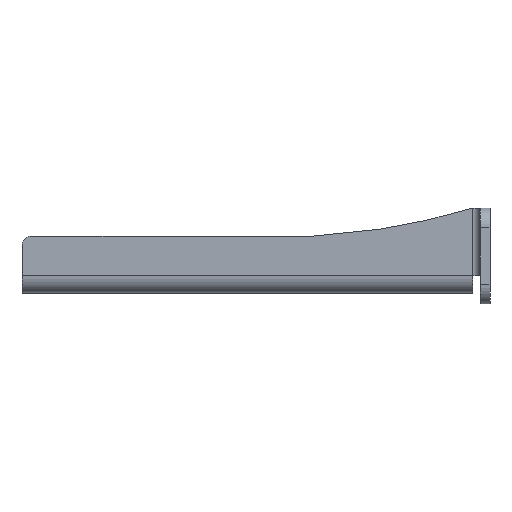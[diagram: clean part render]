
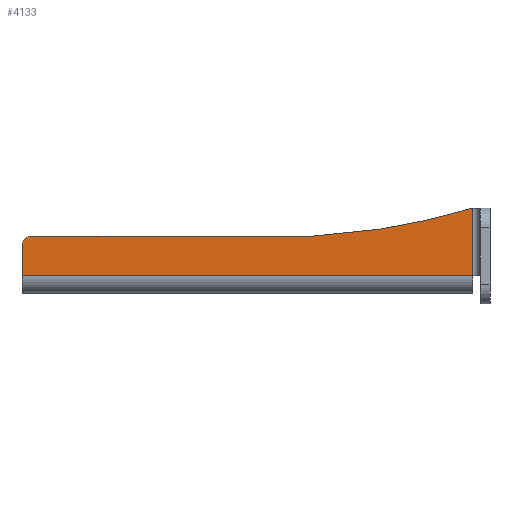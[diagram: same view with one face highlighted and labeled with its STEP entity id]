
A CAD part, left-side view. The second image highlights one B-rep face of the part: STEP entity #4133.
In plain terms, the highlighted planar face has unit normal (-1, 0, 0).
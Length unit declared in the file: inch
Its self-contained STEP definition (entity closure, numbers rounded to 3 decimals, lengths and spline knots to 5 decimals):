
#944=CARTESIAN_POINT('',(-0.875,3.49,0.287));
#945=DIRECTION('',(-1.,0.,0.));
#946=DIRECTION('',(0.,0.,1.));
#947=AXIS2_PLACEMENT_3D('',#944,#945,#946);
#949=DIRECTION('',(0.,-1.,0.));
#950=VECTOR('',#949,1.59553);
#951=CARTESIAN_POINT('',(-0.875,3.49,0.362));
#952=LINE('',#951,#950);
#953=CARTESIAN_POINT('',(-0.875,1.89447,0.362));
#954=CARTESIAN_POINT('',(-0.875,1.68898,0.3507));
#955=CARTESIAN_POINT('',(-0.875,1.09548,0.35364));
#956=CARTESIAN_POINT('',(-0.875,0.51165,0.46038));
#957=CARTESIAN_POINT('',(-0.875,0.133,0.575));
#959=DIRECTION('',(0.,0.,-1.));
#960=VECTOR('',#959,0.517);
#961=CARTESIAN_POINT('',(-0.875,0.133,0.575));
#962=LINE('',#961,#960);
#986=DIRECTION('',(0.,0.,-1.));
#987=VECTOR('',#986,0.229);
#988=CARTESIAN_POINT('',(-0.875,3.565,0.287));
#989=LINE('',#988,#987);
#1016=DIRECTION('',(0.,1.,0.));
#1017=VECTOR('',#1016,3.432);
#1018=CARTESIAN_POINT('',(-0.875,0.133,0.058));
#1019=LINE('',#1018,#1017);
#2492=CARTESIAN_POINT('',(-0.875,3.565,0.058));
#2494=VERTEX_POINT('',#2492);
#2514=CARTESIAN_POINT('',(-0.875,0.133,0.058));
#2515=VERTEX_POINT('',#2514);
#2552=VERTEX_POINT('',#953);
#2553=VERTEX_POINT('',#957);
#2576=CARTESIAN_POINT('',(-0.875,3.49,0.362));
#2577=VERTEX_POINT('',#2576);
#2578=CARTESIAN_POINT('',(-0.875,3.565,0.287));
#2579=VERTEX_POINT('',#2578);
#4116=CARTESIAN_POINT('',(-0.875,3.565,-0.075));
#4117=DIRECTION('',(1.,0.,0.));
#4118=DIRECTION('',(0.,1.,0.));
#4119=AXIS2_PLACEMENT_3D('',#4116,#4117,#4118);
#4120=PLANE('',#4119);
#4122=ORIENTED_EDGE('',*,*,#4121,.F.);
#4123=ORIENTED_EDGE('',*,*,#3755,.T.);
#4124=ORIENTED_EDGE('',*,*,#3791,.T.);
#4126=ORIENTED_EDGE('',*,*,#4125,.T.);
#4128=ORIENTED_EDGE('',*,*,#4127,.T.);
#4130=ORIENTED_EDGE('',*,*,#4129,.F.);
#4131=EDGE_LOOP('',(#4122,#4123,#4124,#4126,#4128,#4130));
#4132=FACE_OUTER_BOUND('',#4131,.F.);
#4133=ADVANCED_FACE('',(#4132),#4120,.F.);
#948=CIRCLE('',#947,0.075);
#958=B_SPLINE_CURVE_WITH_KNOTS('',3,(#953,#954,#955,#956,#957),.UNSPECIFIED.,
.F.,.F.,(4,1,4),(0.,0.3443,1.),.UNSPECIFIED.);
#3755=EDGE_CURVE('',#2577,#2552,#952,.T.);
#3791=EDGE_CURVE('',#2552,#2553,#958,.T.);
#4121=EDGE_CURVE('',#2577,#2579,#948,.T.);
#4125=EDGE_CURVE('',#2553,#2515,#962,.T.);
#4127=EDGE_CURVE('',#2515,#2494,#1019,.T.);
#4129=EDGE_CURVE('',#2579,#2494,#989,.T.);
